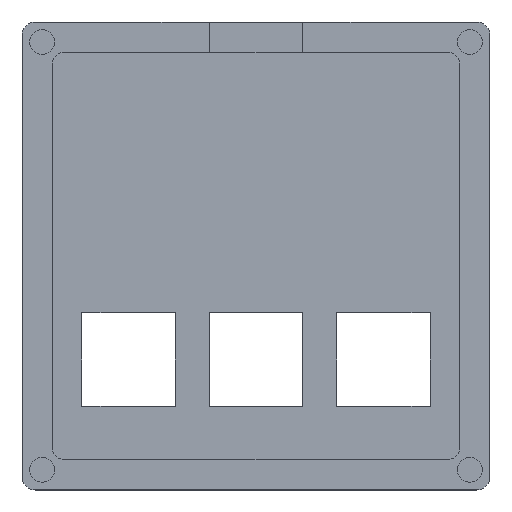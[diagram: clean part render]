
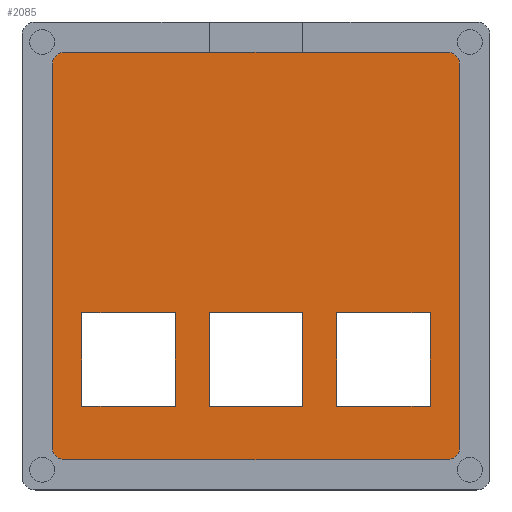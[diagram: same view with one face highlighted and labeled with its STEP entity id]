
A CAD part, top view. The second image highlights one B-rep face of the part: STEP entity #2085.
In plain terms, the highlighted planar face has unit normal (0, 0, 1).
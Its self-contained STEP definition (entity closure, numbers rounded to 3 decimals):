
#1462 = VERTEX_POINT('',#1463);
#1463 = CARTESIAN_POINT('',(33.,35.,-12.3));
#1481 = VERTEX_POINT('',#1482);
#1482 = CARTESIAN_POINT('',(35.,33.,-12.3));
#1488 = EDGE_CURVE('',#1462,#1481,#1489,.T.);
#1489 = CIRCLE('',#1490,2.);
#1490 = AXIS2_PLACEMENT_3D('',#1491,#1492,#1493);
#1491 = CARTESIAN_POINT('',(33.,33.,-12.3));
#1492 = DIRECTION('',(0.,0.,-1.));
#1493 = DIRECTION('',(-1.,0.,0.));
#1504 = VERTEX_POINT('',#1505);
#1505 = CARTESIAN_POINT('',(35.,-33.,-12.3));
#1520 = EDGE_CURVE('',#1504,#1481,#1521,.T.);
#1521 = LINE('',#1522,#1523);
#1522 = CARTESIAN_POINT('',(35.,-33.,-12.3));
#1523 = VECTOR('',#1524,1.);
#1524 = DIRECTION('',(0.,1.,0.));
#1545 = VERTEX_POINT('',#1546);
#1546 = CARTESIAN_POINT('',(33.,-35.,-12.3));
#1552 = EDGE_CURVE('',#1504,#1545,#1553,.T.);
#1553 = CIRCLE('',#1554,2.);
#1554 = AXIS2_PLACEMENT_3D('',#1555,#1556,#1557);
#1555 = CARTESIAN_POINT('',(33.,-33.,-12.3));
#1556 = DIRECTION('',(0.,0.,-1.));
#1557 = DIRECTION('',(-1.,0.,0.));
#1568 = VERTEX_POINT('',#1569);
#1569 = CARTESIAN_POINT('',(-33.,-35.,-12.3));
#1584 = EDGE_CURVE('',#1568,#1545,#1585,.T.);
#1585 = LINE('',#1586,#1587);
#1586 = CARTESIAN_POINT('',(-33.,-35.,-12.3));
#1587 = VECTOR('',#1588,1.);
#1588 = DIRECTION('',(1.,0.,0.));
#1609 = VERTEX_POINT('',#1610);
#1610 = CARTESIAN_POINT('',(-35.,-33.,-12.3));
#1616 = EDGE_CURVE('',#1568,#1609,#1617,.T.);
#1617 = CIRCLE('',#1618,2.);
#1618 = AXIS2_PLACEMENT_3D('',#1619,#1620,#1621);
#1619 = CARTESIAN_POINT('',(-33.,-33.,-12.3));
#1620 = DIRECTION('',(0.,0.,-1.));
#1621 = DIRECTION('',(-1.,0.,0.));
#1632 = VERTEX_POINT('',#1633);
#1633 = CARTESIAN_POINT('',(-35.,33.,-12.3));
#1648 = EDGE_CURVE('',#1632,#1609,#1649,.T.);
#1649 = LINE('',#1650,#1651);
#1650 = CARTESIAN_POINT('',(-35.,33.,-12.3));
#1651 = VECTOR('',#1652,1.);
#1652 = DIRECTION('',(0.,-1.,-0.));
#1673 = VERTEX_POINT('',#1674);
#1674 = CARTESIAN_POINT('',(-33.,35.,-12.3));
#1680 = EDGE_CURVE('',#1632,#1673,#1681,.T.);
#1681 = CIRCLE('',#1682,2.);
#1682 = AXIS2_PLACEMENT_3D('',#1683,#1684,#1685);
#1683 = CARTESIAN_POINT('',(-33.,33.,-12.3));
#1684 = DIRECTION('',(0.,0.,-1.));
#1685 = DIRECTION('',(-1.,0.,0.));
#1703 = EDGE_CURVE('',#1462,#1673,#1704,.T.);
#1704 = LINE('',#1705,#1706);
#1705 = CARTESIAN_POINT('',(33.,35.,-12.3));
#1706 = VECTOR('',#1707,1.);
#1707 = DIRECTION('',(-1.,0.,0.));
#1718 = VERTEX_POINT('',#1719);
#1719 = CARTESIAN_POINT('',(-12.05,-8.478,-12.3));
#1736 = VERTEX_POINT('',#1737);
#1737 = CARTESIAN_POINT('',(-12.05,-22.478,-12.3));
#1743 = EDGE_CURVE('',#1718,#1736,#1744,.T.);
#1744 = LINE('',#1745,#1746);
#1745 = CARTESIAN_POINT('',(-12.05,-8.478,-12.3));
#1746 = VECTOR('',#1747,1.);
#1747 = DIRECTION('',(0.,-1.,-0.));
#1767 = VERTEX_POINT('',#1768);
#1768 = CARTESIAN_POINT('',(-26.05,-22.478,-12.3));
#1774 = EDGE_CURVE('',#1736,#1767,#1775,.T.);
#1775 = LINE('',#1776,#1777);
#1776 = CARTESIAN_POINT('',(-12.05,-22.478,-12.3));
#1777 = VECTOR('',#1778,1.);
#1778 = DIRECTION('',(-1.,0.,0.));
#1798 = VERTEX_POINT('',#1799);
#1799 = CARTESIAN_POINT('',(-26.05,-8.478,-12.3));
#1805 = EDGE_CURVE('',#1767,#1798,#1806,.T.);
#1806 = LINE('',#1807,#1808);
#1807 = CARTESIAN_POINT('',(-26.05,-22.478,-12.3));
#1808 = VECTOR('',#1809,1.);
#1809 = DIRECTION('',(0.,1.,0.));
#1827 = EDGE_CURVE('',#1798,#1718,#1828,.T.);
#1828 = LINE('',#1829,#1830);
#1829 = CARTESIAN_POINT('',(-26.05,-8.478,-12.3));
#1830 = VECTOR('',#1831,1.);
#1831 = DIRECTION('',(1.,0.,0.));
#1842 = VERTEX_POINT('',#1843);
#1843 = CARTESIAN_POINT('',(7.,-8.478,-12.3));
#1860 = VERTEX_POINT('',#1861);
#1861 = CARTESIAN_POINT('',(7.,-22.478,-12.3));
#1867 = EDGE_CURVE('',#1842,#1860,#1868,.T.);
#1868 = LINE('',#1869,#1870);
#1869 = CARTESIAN_POINT('',(7.,-8.478,-12.3));
#1870 = VECTOR('',#1871,1.);
#1871 = DIRECTION('',(0.,-1.,-0.));
#1891 = VERTEX_POINT('',#1892);
#1892 = CARTESIAN_POINT('',(-7.,-22.478,-12.3));
#1898 = EDGE_CURVE('',#1860,#1891,#1899,.T.);
#1899 = LINE('',#1900,#1901);
#1900 = CARTESIAN_POINT('',(7.,-22.478,-12.3));
#1901 = VECTOR('',#1902,1.);
#1902 = DIRECTION('',(-1.,0.,0.));
#1922 = VERTEX_POINT('',#1923);
#1923 = CARTESIAN_POINT('',(-7.,-8.478,-12.3));
#1929 = EDGE_CURVE('',#1891,#1922,#1930,.T.);
#1930 = LINE('',#1931,#1932);
#1931 = CARTESIAN_POINT('',(-7.,-22.478,-12.3));
#1932 = VECTOR('',#1933,1.);
#1933 = DIRECTION('',(0.,1.,0.));
#1951 = EDGE_CURVE('',#1922,#1842,#1952,.T.);
#1952 = LINE('',#1953,#1954);
#1953 = CARTESIAN_POINT('',(-7.,-8.478,-12.3));
#1954 = VECTOR('',#1955,1.);
#1955 = DIRECTION('',(1.,0.,0.));
#1966 = VERTEX_POINT('',#1967);
#1967 = CARTESIAN_POINT('',(26.05,-8.478,-12.3));
#1984 = VERTEX_POINT('',#1985);
#1985 = CARTESIAN_POINT('',(26.05,-22.478,-12.3));
#1991 = EDGE_CURVE('',#1966,#1984,#1992,.T.);
#1992 = LINE('',#1993,#1994);
#1993 = CARTESIAN_POINT('',(26.05,-8.478,-12.3));
#1994 = VECTOR('',#1995,1.);
#1995 = DIRECTION('',(0.,-1.,-0.));
#2015 = VERTEX_POINT('',#2016);
#2016 = CARTESIAN_POINT('',(12.05,-22.478,-12.3));
#2022 = EDGE_CURVE('',#1984,#2015,#2023,.T.);
#2023 = LINE('',#2024,#2025);
#2024 = CARTESIAN_POINT('',(26.05,-22.478,-12.3));
#2025 = VECTOR('',#2026,1.);
#2026 = DIRECTION('',(-1.,0.,0.));
#2046 = VERTEX_POINT('',#2047);
#2047 = CARTESIAN_POINT('',(12.05,-8.478,-12.3));
#2053 = EDGE_CURVE('',#2015,#2046,#2054,.T.);
#2054 = LINE('',#2055,#2056);
#2055 = CARTESIAN_POINT('',(12.05,-22.478,-12.3));
#2056 = VECTOR('',#2057,1.);
#2057 = DIRECTION('',(0.,1.,0.));
#2075 = EDGE_CURVE('',#2046,#1966,#2076,.T.);
#2076 = LINE('',#2077,#2078);
#2077 = CARTESIAN_POINT('',(12.05,-8.478,-12.3));
#2078 = VECTOR('',#2079,1.);
#2079 = DIRECTION('',(1.,0.,0.));
#2085 = ADVANCED_FACE('',(#2086,#2096,#2102,#2108),#2114,.F.);
#2086 = FACE_BOUND('',#2087,.F.);
#2087 = EDGE_LOOP('',(#2088,#2089,#2090,#2091,#2092,#2093,#2094,#2095));
#2088 = ORIENTED_EDGE('',*,*,#1488,.T.);
#2089 = ORIENTED_EDGE('',*,*,#1520,.F.);
#2090 = ORIENTED_EDGE('',*,*,#1552,.T.);
#2091 = ORIENTED_EDGE('',*,*,#1584,.F.);
#2092 = ORIENTED_EDGE('',*,*,#1616,.T.);
#2093 = ORIENTED_EDGE('',*,*,#1648,.F.);
#2094 = ORIENTED_EDGE('',*,*,#1680,.T.);
#2095 = ORIENTED_EDGE('',*,*,#1703,.F.);
#2096 = FACE_BOUND('',#2097,.T.);
#2097 = EDGE_LOOP('',(#2098,#2099,#2100,#2101));
#2098 = ORIENTED_EDGE('',*,*,#1743,.T.);
#2099 = ORIENTED_EDGE('',*,*,#1774,.T.);
#2100 = ORIENTED_EDGE('',*,*,#1805,.T.);
#2101 = ORIENTED_EDGE('',*,*,#1827,.T.);
#2102 = FACE_BOUND('',#2103,.T.);
#2103 = EDGE_LOOP('',(#2104,#2105,#2106,#2107));
#2104 = ORIENTED_EDGE('',*,*,#1867,.T.);
#2105 = ORIENTED_EDGE('',*,*,#1898,.T.);
#2106 = ORIENTED_EDGE('',*,*,#1929,.T.);
#2107 = ORIENTED_EDGE('',*,*,#1951,.T.);
#2108 = FACE_BOUND('',#2109,.T.);
#2109 = EDGE_LOOP('',(#2110,#2111,#2112,#2113));
#2110 = ORIENTED_EDGE('',*,*,#1991,.T.);
#2111 = ORIENTED_EDGE('',*,*,#2022,.T.);
#2112 = ORIENTED_EDGE('',*,*,#2053,.T.);
#2113 = ORIENTED_EDGE('',*,*,#2075,.T.);
#2114 = PLANE('',#2115);
#2115 = AXIS2_PLACEMENT_3D('',#2116,#2117,#2118);
#2116 = CARTESIAN_POINT('',(0.,-5.851,-12.3));
#2117 = DIRECTION('',(0.,0.,-1.));
#2118 = DIRECTION('',(-1.,0.,0.));
